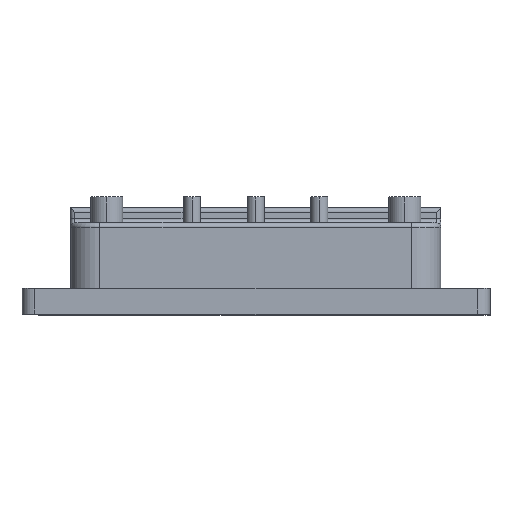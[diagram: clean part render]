
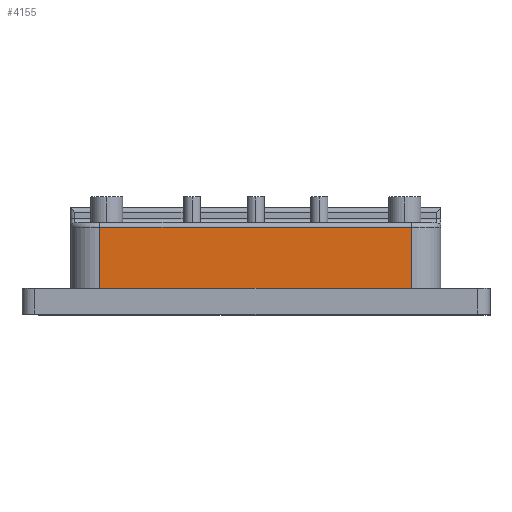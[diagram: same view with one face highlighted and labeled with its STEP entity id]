
A CAD part, top view. The second image highlights one B-rep face of the part: STEP entity #4155.
In plain terms, the highlighted planar face has unit normal (0, 0, 1).
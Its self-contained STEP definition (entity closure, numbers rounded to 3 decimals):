
#162 = EDGE_LOOP ( 'NONE', ( #4522, #2793, #1071, #989 ) ) ;
#353 = FACE_OUTER_BOUND ( 'NONE', #162, .T. ) ;
#374 = EDGE_CURVE ( 'NONE', #3020, #1694, #1281, .T. ) ;
#621 = CARTESIAN_POINT ( 'NONE',  ( 0., 10.4, 28.5 ) ) ;
#668 = VECTOR ( 'NONE', #1156, 1000. ) ;
#690 = LINE ( 'NONE', #5657, #668 ) ;
#989 = ORIENTED_EDGE ( 'NONE', *, *, #5234, .T. ) ;
#1064 = VERTEX_POINT ( 'NONE', #4363 ) ;
#1071 = ORIENTED_EDGE ( 'NONE', *, *, #374, .F. ) ;
#1156 = DIRECTION ( 'NONE',  ( 1., 0., 0. ) ) ;
#1281 = LINE ( 'NONE', #3932, #2576 ) ;
#1410 = VECTOR ( 'NONE', #3305, 1000. ) ;
#1694 = VERTEX_POINT ( 'NONE', #5590 ) ;
#1702 = DIRECTION ( 'NONE',  ( 0., 0., 1. ) ) ;
#2164 = LINE ( 'NONE', #621, #1410 ) ;
#2280 = AXIS2_PLACEMENT_3D ( 'NONE', #4408, #1702, #4872 ) ;
#2568 = PLANE ( 'NONE',  #2280 ) ;
#2576 = VECTOR ( 'NONE', #3017, 1000. ) ;
#2684 = DIRECTION ( 'NONE',  ( 0., 1., 0. ) ) ;
#2793 = ORIENTED_EDGE ( 'NONE', *, *, #2812, .T. ) ;
#2812 = EDGE_CURVE ( 'NONE', #1064, #1694, #2164, .T. ) ;
#3017 = DIRECTION ( 'NONE',  ( 0., 1., 0. ) ) ;
#3020 = VERTEX_POINT ( 'NONE', #5640 ) ;
#3151 = CARTESIAN_POINT ( 'NONE',  ( 18.56, 3.1, 28.5 ) ) ;
#3305 = DIRECTION ( 'NONE',  ( -1., 0., 0. ) ) ;
#3346 = EDGE_CURVE ( 'NONE', #5314, #1064, #5528, .T. ) ;
#3932 = CARTESIAN_POINT ( 'NONE',  ( -18.64, 3.1, 28.5 ) ) ;
#4155 = ADVANCED_FACE ( 'NONE', ( #353 ), #2568, .T. ) ;
#4363 = CARTESIAN_POINT ( 'NONE',  ( 18.56, 10.4, 28.5 ) ) ;
#4408 = CARTESIAN_POINT ( 'NONE',  ( 0., 3.1, 28.5 ) ) ;
#4522 = ORIENTED_EDGE ( 'NONE', *, *, #3346, .T. ) ;
#4872 = DIRECTION ( 'NONE',  ( 1., 0., 0. ) ) ;
#5227 = CARTESIAN_POINT ( 'NONE',  ( 18.56, 3.1, 28.5 ) ) ;
#5234 = EDGE_CURVE ( 'NONE', #3020, #5314, #690, .T. ) ;
#5314 = VERTEX_POINT ( 'NONE', #5227 ) ;
#5474 = VECTOR ( 'NONE', #2684, 1000. ) ;
#5528 = LINE ( 'NONE', #3151, #5474 ) ;
#5590 = CARTESIAN_POINT ( 'NONE',  ( -18.64, 10.4, 28.5 ) ) ;
#5640 = CARTESIAN_POINT ( 'NONE',  ( -18.64, 3.1, 28.5 ) ) ;
#5657 = CARTESIAN_POINT ( 'NONE',  ( 0., 3.1, 28.5 ) ) ;
